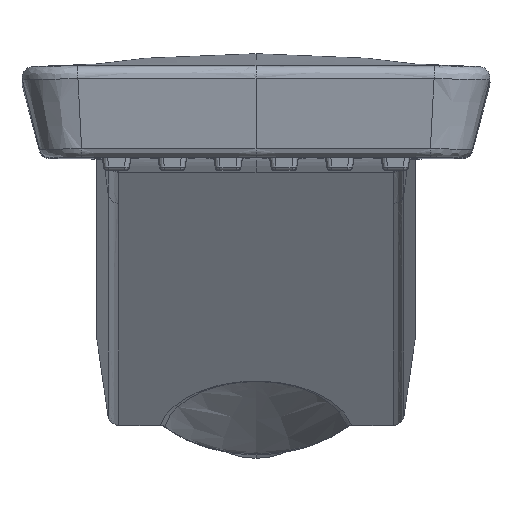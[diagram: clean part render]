
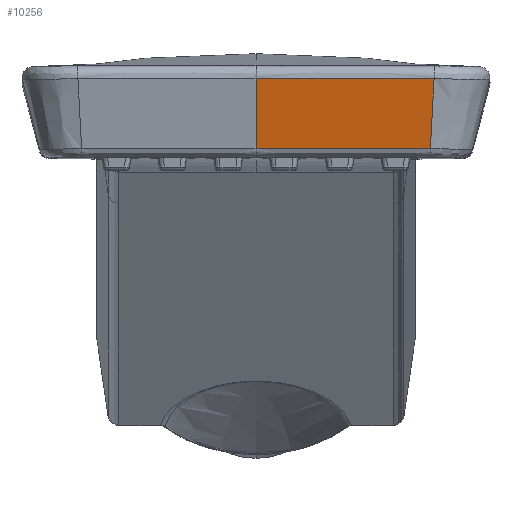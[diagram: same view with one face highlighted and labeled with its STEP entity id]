
A CAD part, top view. The second image highlights one B-rep face of the part: STEP entity #10256.
In plain terms, the highlighted free-form (B-spline) face has degree [3, 3] with [4, 4] control points.
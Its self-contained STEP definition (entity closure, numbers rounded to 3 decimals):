
#1323=CARTESIAN_POINT('',(144.065,-22.923,65.227));
#1350=CARTESIAN_POINT('',(120.,-22.923,65.227));
#1351=CARTESIAN_POINT('',(128.022,-22.923,65.227));
#1352=CARTESIAN_POINT('',(136.651,-22.923,65.227));
#1353=CARTESIAN_POINT('',(144.065,-22.923,65.227));
#1355=DIRECTION('',(0.,-0.983,-0.182));
#1356=VECTOR('',#1355,9.855);
#1357=CARTESIAN_POINT('',(120.,-13.233,67.023));
#1358=LINE('',#1357,#1356);
#1359=CARTESIAN_POINT('',(144.576,-13.269,67.017));
#1360=CARTESIAN_POINT('',(141.893,-13.261,67.018));
#1361=CARTESIAN_POINT('',(136.559,-13.248,67.021));
#1362=CARTESIAN_POINT('',(128.337,-13.236,67.023));
#1363=CARTESIAN_POINT('',(122.833,-13.233,67.023));
#1364=CARTESIAN_POINT('',(120.,-13.233,67.023));
#1366=DIRECTION('',(-0.052,-0.982,-0.182));
#1367=VECTOR('',#1366,9.832);
#1368=CARTESIAN_POINT('',(144.576,-13.269,67.017));
#1369=LINE('',#1368,#1367);
#1389=CARTESIAN_POINT('',(120.,-13.233,67.023));
#6646=VERTEX_POINT('',#1323);
#6649=VERTEX_POINT('',#1350);
#6697=VERTEX_POINT('',#1389);
#6699=VERTEX_POINT('',#1359);
#10230=CARTESIAN_POINT('',(119.754,-12.924,
67.081));
#10231=CARTESIAN_POINT('',(119.756,-16.36,
66.444));
#10232=CARTESIAN_POINT('',(119.758,-19.796,
65.807));
#10233=CARTESIAN_POINT('',(119.76,-23.233,
65.17));
#10234=CARTESIAN_POINT('',(128.12,-12.924,
67.081));
#10235=CARTESIAN_POINT('',(128.053,-16.36,
66.444));
#10236=CARTESIAN_POINT('',(127.985,-19.796,
65.807));
#10237=CARTESIAN_POINT('',(127.918,-23.233,
65.17));
#10238=CARTESIAN_POINT('',(136.024,-12.924,
67.081));
#10239=CARTESIAN_POINT('',(136.269,-16.36,
66.444));
#10240=CARTESIAN_POINT('',(136.515,-19.796,
65.807));
#10241=CARTESIAN_POINT('',(136.761,-23.233,
65.17));
#10242=CARTESIAN_POINT('',(144.837,-12.924,
67.081));
#10243=CARTESIAN_POINT('',(144.643,-16.36,
66.444));
#10244=CARTESIAN_POINT('',(144.449,-19.796,
65.807));
#10245=CARTESIAN_POINT('',(144.255,-23.233,
65.17));
#10246=B_SPLINE_SURFACE_WITH_KNOTS('',3,3,((#10230,#10231,#10232,#10233),
(#10234,#10235,#10236,#10237),(#10238,#10239,#10240,#10241),(#10242,#10243,
#10244,#10245)),.UNSPECIFIED.,.F.,.F.,.F.,(4,4),(4,4),(-0.001,
0.096),(0.113,0.927),.UNSPECIFIED.);
#10248=ORIENTED_EDGE('',*,*,#10247,.F.);
#10250=ORIENTED_EDGE('',*,*,#10249,.F.);
#10252=ORIENTED_EDGE('',*,*,#10251,.F.);
#10253=ORIENTED_EDGE('',*,*,#10221,.T.);
#10254=EDGE_LOOP('',(#10248,#10250,#10252,#10253));
#10255=FACE_OUTER_BOUND('',#10254,.F.);
#10256=ADVANCED_FACE('',(#10255),#10246,.F.);
#1354=B_SPLINE_CURVE_WITH_KNOTS('',3,(#1350,#1351,#1352,#1353),.UNSPECIFIED.,
.F.,.F.,(4,4),(0.,1.),.UNSPECIFIED.);
#1365=B_SPLINE_CURVE_WITH_KNOTS('',3,(#1359,#1360,#1361,#1362,#1363,#1364),
.UNSPECIFIED.,.F.,.F.,(4,1,1,4),(0.,0.333,0.667,1.),
.UNSPECIFIED.);
#10221=EDGE_CURVE('',#6699,#6646,#1369,.T.);
#10247=EDGE_CURVE('',#6649,#6646,#1354,.T.);
#10249=EDGE_CURVE('',#6697,#6649,#1358,.T.);
#10251=EDGE_CURVE('',#6699,#6697,#1365,.T.);
